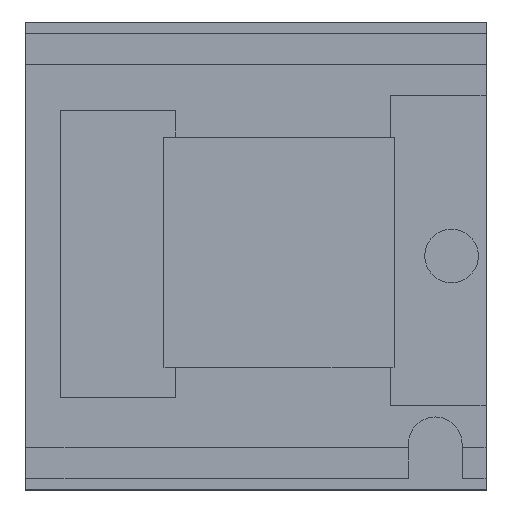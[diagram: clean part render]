
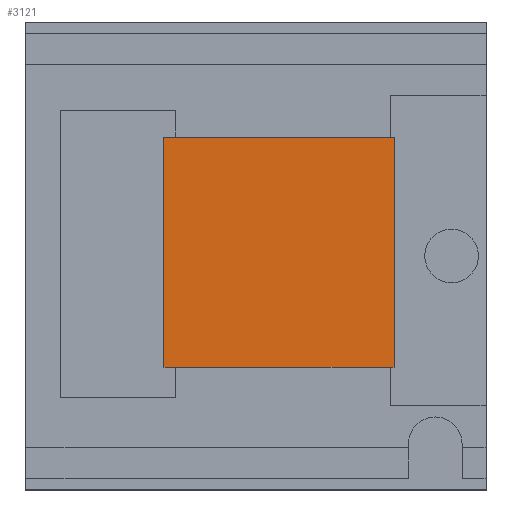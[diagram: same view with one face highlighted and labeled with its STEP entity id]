
A CAD part, top view. The second image highlights one B-rep face of the part: STEP entity #3121.
In plain terms, the highlighted planar face has unit normal (0, 0, 1).
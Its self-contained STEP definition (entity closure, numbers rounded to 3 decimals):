
#1174 = PLANE('',#1175);
#1175 = AXIS2_PLACEMENT_3D('',#1176,#1177,#1178);
#1176 = CARTESIAN_POINT('',(3.1,-2.9,-0.8));
#1177 = DIRECTION('',(0.,1.,0.));
#1178 = DIRECTION('',(-1.,0.,0.));
#1342 = PLANE('',#1343);
#1343 = AXIS2_PLACEMENT_3D('',#1344,#1345,#1346);
#1344 = CARTESIAN_POINT('',(-2.9,3.1,-0.8));
#1345 = DIRECTION('',(0.,-1.,0.));
#1346 = DIRECTION('',(1.,0.,0.));
#1697 = PLANE('',#1698);
#1698 = AXIS2_PLACEMENT_3D('',#1699,#1700,#1701);
#1699 = CARTESIAN_POINT('',(3.1,3.1,-0.8));
#1700 = DIRECTION('',(-1.,0.,0.));
#1701 = DIRECTION('',(0.,-1.,0.));
#2181 = VERTEX_POINT('',#2182);
#2182 = CARTESIAN_POINT('',(-2.9,3.1,-1.8));
#2196 = PLANE('',#2197);
#2197 = AXIS2_PLACEMENT_3D('',#2198,#2199,#2200);
#2198 = CARTESIAN_POINT('',(-2.9,-2.9,-0.8));
#2199 = DIRECTION('',(1.,0.,0.));
#2200 = DIRECTION('',(0.,1.,0.));
#2208 = EDGE_CURVE('',#2181,#2209,#2211,.T.);
#2209 = VERTEX_POINT('',#2210);
#2210 = CARTESIAN_POINT('',(3.1,3.1,-1.8));
#2211 = SURFACE_CURVE('',#2212,(#2216,#2223),.PCURVE_S1.);
#2212 = LINE('',#2213,#2214);
#2213 = CARTESIAN_POINT('',(-2.9,3.1,-1.8));
#2214 = VECTOR('',#2215,1.);
#2215 = DIRECTION('',(1.,0.,0.));
#2216 = PCURVE('',#1342,#2217);
#2217 = DEFINITIONAL_REPRESENTATION('',(#2218),#2222);
#2218 = LINE('',#2219,#2220);
#2219 = CARTESIAN_POINT('',(0.,-1.));
#2220 = VECTOR('',#2221,1.);
#2221 = DIRECTION('',(1.,0.));
#2222 = ( GEOMETRIC_REPRESENTATION_CONTEXT(2) 
PARAMETRIC_REPRESENTATION_CONTEXT() REPRESENTATION_CONTEXT('2D SPACE',''
  ) );
#2223 = PCURVE('',#2224,#2229);
#2224 = PLANE('',#2225);
#2225 = AXIS2_PLACEMENT_3D('',#2226,#2227,#2228);
#2226 = CARTESIAN_POINT('',(-2.9,3.1,-1.8));
#2227 = DIRECTION('',(0.,0.,1.));
#2228 = DIRECTION('',(1.,0.,0.));
#2229 = DEFINITIONAL_REPRESENTATION('',(#2230),#2234);
#2230 = LINE('',#2231,#2232);
#2231 = CARTESIAN_POINT('',(0.,0.));
#2232 = VECTOR('',#2233,1.);
#2233 = DIRECTION('',(1.,0.));
#2234 = ( GEOMETRIC_REPRESENTATION_CONTEXT(2) 
PARAMETRIC_REPRESENTATION_CONTEXT() REPRESENTATION_CONTEXT('2D SPACE',''
  ) );
#2547 = VERTEX_POINT('',#2548);
#2548 = CARTESIAN_POINT('',(3.1,-2.9,-1.8));
#2569 = EDGE_CURVE('',#2547,#2570,#2572,.T.);
#2570 = VERTEX_POINT('',#2571);
#2571 = CARTESIAN_POINT('',(-2.9,-2.9,-1.8));
#2572 = SURFACE_CURVE('',#2573,(#2577,#2584),.PCURVE_S1.);
#2573 = LINE('',#2574,#2575);
#2574 = CARTESIAN_POINT('',(3.1,-2.9,-1.8));
#2575 = VECTOR('',#2576,1.);
#2576 = DIRECTION('',(-1.,0.,0.));
#2577 = PCURVE('',#1174,#2578);
#2578 = DEFINITIONAL_REPRESENTATION('',(#2579),#2583);
#2579 = LINE('',#2580,#2581);
#2580 = CARTESIAN_POINT('',(0.,-1.));
#2581 = VECTOR('',#2582,1.);
#2582 = DIRECTION('',(1.,0.));
#2583 = ( GEOMETRIC_REPRESENTATION_CONTEXT(2) 
PARAMETRIC_REPRESENTATION_CONTEXT() REPRESENTATION_CONTEXT('2D SPACE',''
  ) );
#2584 = PCURVE('',#2224,#2585);
#2585 = DEFINITIONAL_REPRESENTATION('',(#2586),#2590);
#2586 = LINE('',#2587,#2588);
#2587 = CARTESIAN_POINT('',(6.,-6.));
#2588 = VECTOR('',#2589,1.);
#2589 = DIRECTION('',(-1.,0.));
#2590 = ( GEOMETRIC_REPRESENTATION_CONTEXT(2) 
PARAMETRIC_REPRESENTATION_CONTEXT() REPRESENTATION_CONTEXT('2D SPACE',''
  ) );
#2957 = EDGE_CURVE('',#2209,#2547,#2958,.T.);
#2958 = SURFACE_CURVE('',#2959,(#2963,#2970),.PCURVE_S1.);
#2959 = LINE('',#2960,#2961);
#2960 = CARTESIAN_POINT('',(3.1,3.1,-1.8));
#2961 = VECTOR('',#2962,1.);
#2962 = DIRECTION('',(0.,-1.,0.));
#2963 = PCURVE('',#1697,#2964);
#2964 = DEFINITIONAL_REPRESENTATION('',(#2965),#2969);
#2965 = LINE('',#2966,#2967);
#2966 = CARTESIAN_POINT('',(0.,-1.));
#2967 = VECTOR('',#2968,1.);
#2968 = DIRECTION('',(1.,0.));
#2969 = ( GEOMETRIC_REPRESENTATION_CONTEXT(2) 
PARAMETRIC_REPRESENTATION_CONTEXT() REPRESENTATION_CONTEXT('2D SPACE',''
  ) );
#2970 = PCURVE('',#2224,#2971);
#2971 = DEFINITIONAL_REPRESENTATION('',(#2972),#2976);
#2972 = LINE('',#2973,#2974);
#2973 = CARTESIAN_POINT('',(6.,0.));
#2974 = VECTOR('',#2975,1.);
#2975 = DIRECTION('',(0.,-1.));
#2976 = ( GEOMETRIC_REPRESENTATION_CONTEXT(2) 
PARAMETRIC_REPRESENTATION_CONTEXT() REPRESENTATION_CONTEXT('2D SPACE',''
  ) );
#3121 = ADVANCED_FACE('',(#3122),#2224,.T.);
#3122 = FACE_BOUND('',#3123,.F.);
#3123 = EDGE_LOOP('',(#3124,#3125,#3126,#3127));
#3124 = ORIENTED_EDGE('',*,*,#2208,.T.);
#3125 = ORIENTED_EDGE('',*,*,#2957,.T.);
#3126 = ORIENTED_EDGE('',*,*,#2569,.T.);
#3127 = ORIENTED_EDGE('',*,*,#3128,.T.);
#3128 = EDGE_CURVE('',#2570,#2181,#3129,.T.);
#3129 = SURFACE_CURVE('',#3130,(#3134,#3141),.PCURVE_S1.);
#3130 = LINE('',#3131,#3132);
#3131 = CARTESIAN_POINT('',(-2.9,-2.9,-1.8));
#3132 = VECTOR('',#3133,1.);
#3133 = DIRECTION('',(0.,1.,0.));
#3134 = PCURVE('',#2224,#3135);
#3135 = DEFINITIONAL_REPRESENTATION('',(#3136),#3140);
#3136 = LINE('',#3137,#3138);
#3137 = CARTESIAN_POINT('',(0.,-6.));
#3138 = VECTOR('',#3139,1.);
#3139 = DIRECTION('',(0.,1.));
#3140 = ( GEOMETRIC_REPRESENTATION_CONTEXT(2) 
PARAMETRIC_REPRESENTATION_CONTEXT() REPRESENTATION_CONTEXT('2D SPACE',''
  ) );
#3141 = PCURVE('',#2196,#3142);
#3142 = DEFINITIONAL_REPRESENTATION('',(#3143),#3147);
#3143 = LINE('',#3144,#3145);
#3144 = CARTESIAN_POINT('',(0.,-1.));
#3145 = VECTOR('',#3146,1.);
#3146 = DIRECTION('',(1.,0.));
#3147 = ( GEOMETRIC_REPRESENTATION_CONTEXT(2) 
PARAMETRIC_REPRESENTATION_CONTEXT() REPRESENTATION_CONTEXT('2D SPACE',''
  ) );
